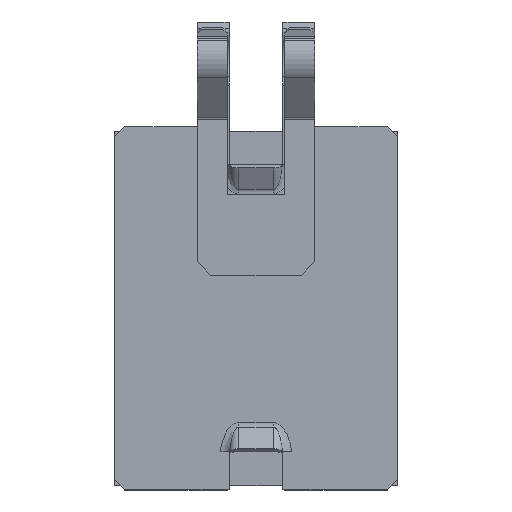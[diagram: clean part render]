
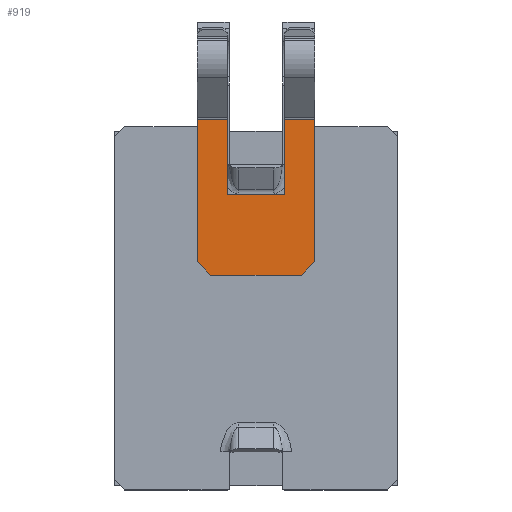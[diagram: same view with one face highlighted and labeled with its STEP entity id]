
A CAD part, top view. The second image highlights one B-rep face of the part: STEP entity #919.
In plain terms, the highlighted planar face has unit normal (0, 0, 1).
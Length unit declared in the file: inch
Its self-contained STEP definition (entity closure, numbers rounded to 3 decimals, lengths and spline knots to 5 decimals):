
#14 = VERTEX_POINT ( 'NONE', #2189 ) ;
#68 = DIRECTION ( 'NONE',  ( -0.707, -0.707, 0. ) ) ;
#125 = VERTEX_POINT ( 'NONE', #2212 ) ;
#129 = CARTESIAN_POINT ( 'NONE',  ( -0.5445, 3.44514, 0.048 ) ) ;
#173 = VERTEX_POINT ( 'NONE', #2132 ) ;
#190 = VERTEX_POINT ( 'NONE', #1805 ) ;
#261 = VERTEX_POINT ( 'NONE', #1457 ) ;
#322 = CARTESIAN_POINT ( 'NONE',  ( -0.265, 3.44514, 0.048 ) ) ;
#382 = DIRECTION ( 'NONE',  ( 0., 1., 0. ) ) ;
#441 = PLANE ( 'NONE',  #3626 ) ;
#507 = VECTOR ( 'NONE', #382, 39.37008 ) ;
#726 = DIRECTION ( 'NONE',  ( 1., 0., 0. ) ) ;
#745 = CARTESIAN_POINT ( 'NONE',  ( 0.5445, 3.44514, 0.048 ) ) ;
#794 = VECTOR ( 'NONE', #4240, 39.37008 ) ;
#912 = EDGE_CURVE ( 'NONE', #2329, #261, #1184, .T. ) ;
#919 = ADVANCED_FACE ( 'NONE', ( #4581 ), #441, .F. ) ;
#950 = VECTOR ( 'NONE', #68, 39.37008 ) ;
#1035 = EDGE_CURVE ( 'NONE', #14, #2234, #2122, .T. ) ;
#1096 = CARTESIAN_POINT ( 'NONE',  ( 0.5445, 4.00946, 0.048 ) ) ;
#1147 = EDGE_CURVE ( 'NONE', #173, #1557, #3913, .T. ) ;
#1157 = DIRECTION ( 'NONE',  ( 0., 0., -1. ) ) ;
#1184 = LINE ( 'NONE', #4336, #3328 ) ;
#1238 = DIRECTION ( 'NONE',  ( 1., 0., 0. ) ) ;
#1263 = VECTOR ( 'NONE', #2472, 39.37008 ) ;
#1328 = ORIENTED_EDGE ( 'NONE', *, *, #2119, .F. ) ;
#1407 = CARTESIAN_POINT ( 'NONE',  ( -0.4195, 1.996, 0.048 ) ) ;
#1416 = CARTESIAN_POINT ( 'NONE',  ( -0.265, 2.746, 0.048 ) ) ;
#1457 = CARTESIAN_POINT ( 'NONE',  ( -0.265, 2.746, 0.048 ) ) ;
#1557 = VERTEX_POINT ( 'NONE', #745 ) ;
#1692 = LINE ( 'NONE', #4526, #2794 ) ;
#1726 = CARTESIAN_POINT ( 'NONE',  ( 0.5445, 2.121, 0.048 ) ) ;
#1805 = CARTESIAN_POINT ( 'NONE',  ( -0.4195, 1.996, 0.048 ) ) ;
#1854 = DIRECTION ( 'NONE',  ( 0., 1., 0. ) ) ;
#2119 = EDGE_CURVE ( 'NONE', #125, #173, #1692, .T. ) ;
#2122 = LINE ( 'NONE', #3145, #507 ) ;
#2132 = CARTESIAN_POINT ( 'NONE',  ( 0.265, 3.44514, 0.048 ) ) ;
#2171 = ORIENTED_EDGE ( 'NONE', *, *, #3845, .T. ) ;
#2189 = CARTESIAN_POINT ( 'NONE',  ( -0.5445, 2.121, 0.048 ) ) ;
#2212 = CARTESIAN_POINT ( 'NONE',  ( 0.265, 2.746, 0.048 ) ) ;
#2234 = VERTEX_POINT ( 'NONE', #129 ) ;
#2329 = VERTEX_POINT ( 'NONE', #322 ) ;
#2452 = CARTESIAN_POINT ( 'NONE',  ( -0.5445, 1.996, 0.048 ) ) ;
#2456 = ORIENTED_EDGE ( 'NONE', *, *, #4527, .F. ) ;
#2472 = DIRECTION ( 'NONE',  ( 1., 0., 0. ) ) ;
#2555 = DIRECTION ( 'NONE',  ( 0., -1., 0. ) ) ;
#2681 = CARTESIAN_POINT ( 'NONE',  ( -0.5445, 3.44514, 0.048 ) ) ;
#2744 = ORIENTED_EDGE ( 'NONE', *, *, #3388, .F. ) ;
#2779 = CARTESIAN_POINT ( 'NONE',  ( -0.5445, 1.996, 0.048 ) ) ;
#2793 = DIRECTION ( 'NONE',  ( 0., 1., 0. ) ) ;
#2794 = VECTOR ( 'NONE', #2793, 39.37008 ) ;
#2846 = LINE ( 'NONE', #1096, #3920 ) ;
#2881 = EDGE_CURVE ( 'NONE', #190, #14, #3781, .T. ) ;
#3037 = VECTOR ( 'NONE', #1238, 39.37008 ) ;
#3119 = ORIENTED_EDGE ( 'NONE', *, *, #2881, .F. ) ;
#3145 = CARTESIAN_POINT ( 'NONE',  ( -0.5445, 4.14679, 0.048 ) ) ;
#3220 = ORIENTED_EDGE ( 'NONE', *, *, #1147, .F. ) ;
#3256 = DIRECTION ( 'NONE',  ( 0., -1., 0. ) ) ;
#3328 = VECTOR ( 'NONE', #2555, 39.37008 ) ;
#3388 = EDGE_CURVE ( 'NONE', #261, #125, #4550, .T. ) ;
#3404 = ORIENTED_EDGE ( 'NONE', *, *, #4285, .F. ) ;
#3497 = EDGE_LOOP ( 'NONE', ( #2456, #3871, #3220, #1328, #2744, #4091, #3404, #3678, #3119, #2171 ) ) ;
#3565 = VECTOR ( 'NONE', #3858, 39.37008 ) ;
#3626 = AXIS2_PLACEMENT_3D ( 'NONE', #2452, #1157, #1854 ) ;
#3627 = LINE ( 'NONE', #4235, #950 ) ;
#3664 = VECTOR ( 'NONE', #726, 39.37008 ) ;
#3678 = ORIENTED_EDGE ( 'NONE', *, *, #1035, .F. ) ;
#3781 = LINE ( 'NONE', #1407, #794 ) ;
#3845 = EDGE_CURVE ( 'NONE', #190, #4542, #3868, .T. ) ;
#3858 = DIRECTION ( 'NONE',  ( 1., 0., 0. ) ) ;
#3868 = LINE ( 'NONE', #2779, #1263 ) ;
#3871 = ORIENTED_EDGE ( 'NONE', *, *, #4524, .F. ) ;
#3890 = VERTEX_POINT ( 'NONE', #1726 ) ;
#3913 = LINE ( 'NONE', #4559, #3664 ) ;
#3920 = VECTOR ( 'NONE', #3256, 39.37008 ) ;
#4024 = LINE ( 'NONE', #2681, #3037 ) ;
#4091 = ORIENTED_EDGE ( 'NONE', *, *, #912, .F. ) ;
#4235 = CARTESIAN_POINT ( 'NONE',  ( 0.5445, 2.121, 0.048 ) ) ;
#4240 = DIRECTION ( 'NONE',  ( -0.707, 0.707, 0. ) ) ;
#4285 = EDGE_CURVE ( 'NONE', #2234, #2329, #4024, .T. ) ;
#4320 = CARTESIAN_POINT ( 'NONE',  ( 0.4195, 1.996, 0.048 ) ) ;
#4336 = CARTESIAN_POINT ( 'NONE',  ( -0.265, 4.29512, 0.048 ) ) ;
#4524 = EDGE_CURVE ( 'NONE', #1557, #3890, #2846, .T. ) ;
#4526 = CARTESIAN_POINT ( 'NONE',  ( 0.265, 2.746, 0.048 ) ) ;
#4527 = EDGE_CURVE ( 'NONE', #3890, #4542, #3627, .T. ) ;
#4542 = VERTEX_POINT ( 'NONE', #4320 ) ;
#4550 = LINE ( 'NONE', #1416, #3565 ) ;
#4559 = CARTESIAN_POINT ( 'NONE',  ( -0.5445, 3.44514, 0.048 ) ) ;
#4581 = FACE_OUTER_BOUND ( 'NONE', #3497, .T. ) ;
